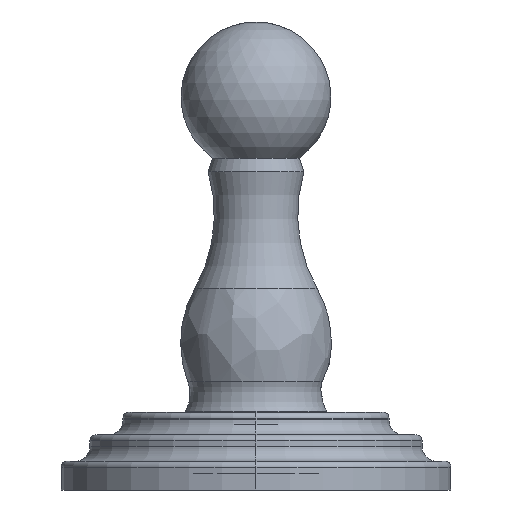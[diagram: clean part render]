
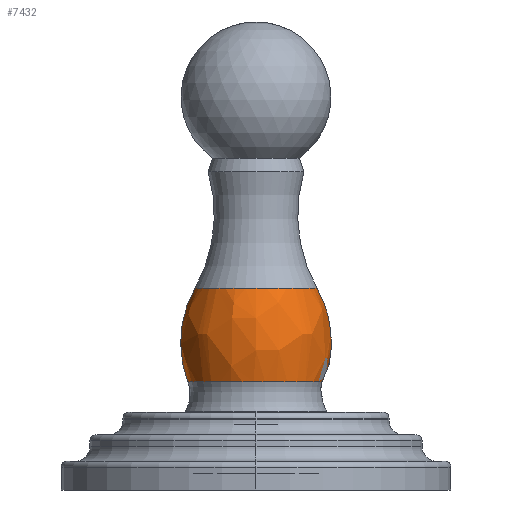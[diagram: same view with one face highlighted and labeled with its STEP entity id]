
A CAD part, left-side view. The second image highlights one B-rep face of the part: STEP entity #7432.
In plain terms, the highlighted free-form (B-spline) face has degree [3, 3] with [7, 4] control points.
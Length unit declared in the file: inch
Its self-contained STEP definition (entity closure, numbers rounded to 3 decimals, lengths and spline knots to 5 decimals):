
#5077=CARTESIAN_POINT('',(0.31826,-0.43547,
0.10822));
#5856=CARTESIAN_POINT('',(0.93141,0.,0.));
#5857=DIRECTION('',(-1.,0.,0.));
#5858=DIRECTION('',(0.,-1.,0.));
#5859=AXIS2_PLACEMENT_3D('',#5856,#5857,#5858);
#5866=CARTESIAN_POINT('',(0.57414,0.23174,0.));
#5867=DIRECTION('',(0.,0.,1.));
#5868=DIRECTION('',(-0.192,-0.981,0.));
#5869=AXIS2_PLACEMENT_3D('',#5866,#5867,#5868);
#5871=CARTESIAN_POINT('',(0.31826,-0.43547,
0.10822));
#5872=CARTESIAN_POINT('',(0.32657,-0.43855,
0.10882));
#5873=CARTESIAN_POINT('',(0.34285,-0.44468,
0.10805));
#5874=CARTESIAN_POINT('',(0.36511,-0.45335,
0.10204));
#5875=CARTESIAN_POINT('',(0.38482,-0.46121,
0.09202));
#5876=CARTESIAN_POINT('',(0.40154,-0.468,
0.07883));
#5877=CARTESIAN_POINT('',(0.41549,-0.47375,
0.06261));
#5878=CARTESIAN_POINT('',(0.42626,-0.47824,
0.04341));
#5879=CARTESIAN_POINT('',(0.43298,-0.48106,
0.02218));
#5880=CARTESIAN_POINT('',(0.4345,-0.4817,0.00741));
#5881=CARTESIAN_POINT('',(0.4345,-0.4817,0.));
#5883=CARTESIAN_POINT('',(0.31826,0.,0.));
#5884=DIRECTION('',(-1.,0.,0.));
#5885=DIRECTION('',(0.,-0.97,0.241));
#5886=AXIS2_PLACEMENT_3D('',#5883,#5884,#5885);
#5888=CARTESIAN_POINT('',(0.57414,-0.23174,0.));
#5889=DIRECTION('',(0.,0.,-1.));
#5890=DIRECTION('',(-0.352,0.936,0.));
#5891=AXIS2_PLACEMENT_3D('',#5888,#5889,#5890);
#6085=CARTESIAN_POINT('',(0.93141,-0.40139,0.));
#6087=VERTEX_POINT('',#6085);
#6098=CARTESIAN_POINT('',(0.31826,0.44872,0.));
#6100=VERTEX_POINT('',#6098);
#6101=CARTESIAN_POINT('',(0.93141,0.40139,0.));
#6102=VERTEX_POINT('',#6101);
#6137=CARTESIAN_POINT('',(0.4345,-0.4817,0.));
#6138=VERTEX_POINT('',#6137);
#6144=VERTEX_POINT('',#5077);
#7393=CARTESIAN_POINT('',(0.30641,0.44327,
-0.02789));
#7394=CARTESIAN_POINT('',(0.51843,0.52709,
-0.03316));
#7395=CARTESIAN_POINT('',(0.74579,0.50957,
-0.03206));
#7396=CARTESIAN_POINT('',(0.94241,0.39427,
-0.02481));
#7397=CARTESIAN_POINT('',(0.30641,0.46043,
0.2449));
#7398=CARTESIAN_POINT('',(0.51843,0.54749,
0.29121));
#7399=CARTESIAN_POINT('',(0.74579,0.5293,
0.28153));
#7400=CARTESIAN_POINT('',(0.94241,0.40954,
0.21783));
#7401=CARTESIAN_POINT('',(0.30641,0.27333,
0.44414));
#7402=CARTESIAN_POINT('',(0.51843,0.32501,
0.52813));
#7403=CARTESIAN_POINT('',(0.74579,0.31421,
0.51058));
#7404=CARTESIAN_POINT('',(0.94241,0.24312,
0.39505));
#7405=CARTESIAN_POINT('',(0.30641,0.,0.44414));
#7406=CARTESIAN_POINT('',(0.51843,0.,0.52813));
#7407=CARTESIAN_POINT('',(0.74579,0.,0.51058));
#7408=CARTESIAN_POINT('',(0.94241,0.,0.39505));
#7409=CARTESIAN_POINT('',(0.30641,-0.27333,
0.44414));
#7410=CARTESIAN_POINT('',(0.51843,-0.32501,
0.52813));
#7411=CARTESIAN_POINT('',(0.74579,-0.31421,
0.51058));
#7412=CARTESIAN_POINT('',(0.94241,-0.24312,
0.39505));
#7413=CARTESIAN_POINT('',(0.30641,-0.46043,
0.2449));
#7414=CARTESIAN_POINT('',(0.51843,-0.54749,
0.29121));
#7415=CARTESIAN_POINT('',(0.74579,-0.5293,
0.28153));
#7416=CARTESIAN_POINT('',(0.94241,-0.40954,
0.21783));
#7417=CARTESIAN_POINT('',(0.30641,-0.44327,
-0.02789));
#7418=CARTESIAN_POINT('',(0.51843,-0.52709,
-0.03316));
#7419=CARTESIAN_POINT('',(0.74579,-0.50957,
-0.03206));
#7420=CARTESIAN_POINT('',(0.94241,-0.39427,
-0.02481));
#7421=(BOUNDED_SURFACE()B_SPLINE_SURFACE(3,3,((#7393,#7394,#7395,#7396),(#7397,
#7398,#7399,#7400),(#7401,#7402,#7403,#7404),(#7405,#7406,#7407,#7408),(#7409,
#7410,#7411,#7412),(#7413,#7414,#7415,#7416),(#7417,#7418,#7419,#7420)),
.UNSPECIFIED.,.F.,.F.,.F.)B_SPLINE_SURFACE_WITH_KNOTS((4,3,4),(4,4),(0.,1.,
2.),(0.,1.),.UNSPECIFIED.)GEOMETRIC_REPRESENTATION_ITEM()RATIONAL_B_SPLINE_SURFACE(((1.251,1.166,1.166,1.251),(
0.988,0.921,0.921,0.988),(
0.988,0.921,0.921,0.988),(
1.251,1.166,1.166,1.251),(
0.988,0.921,0.921,0.988),(
0.988,0.921,0.921,0.988),(
1.251,1.166,1.166,1.251)))REPRESENTATION_ITEM('')SURFACE());
#7423=ORIENTED_EDGE('',*,*,#7422,.F.);
#7425=ORIENTED_EDGE('',*,*,#7424,.F.);
#7426=ORIENTED_EDGE('',*,*,#6242,.T.);
#7428=ORIENTED_EDGE('',*,*,#7427,.T.);
#7429=ORIENTED_EDGE('',*,*,#7386,.F.);
#7430=EDGE_LOOP('',(#7423,#7425,#7426,#7428,#7429));
#7431=FACE_OUTER_BOUND('',#7430,.F.);
#7432=ADVANCED_FACE('',(#7431),#7421,.T.);
#5860=CIRCLE('',#5859,0.40139);
#5870=CIRCLE('',#5869,0.72698);
#5882=B_SPLINE_CURVE_WITH_KNOTS('',3,(#5871,#5872,#5873,#5874,#5875,#5876,#5877,
#5878,#5879,#5880,#5881),.UNSPECIFIED.,.F.,.F.,(4,1,1,1,1,1,1,1,4),(0.,
0.125,0.25,0.375,0.5,0.625,0.75,0.875,1.),.UNSPECIFIED.);
#5887=CIRCLE('',#5886,0.44872);
#5892=CIRCLE('',#5891,0.72698);
#6242=EDGE_CURVE('',#6144,#6100,#5887,.T.);
#7386=EDGE_CURVE('',#6087,#6102,#5860,.T.);
#7422=EDGE_CURVE('',#6138,#6087,#5870,.T.);
#7424=EDGE_CURVE('',#6144,#6138,#5882,.T.);
#7427=EDGE_CURVE('',#6100,#6102,#5892,.T.);
